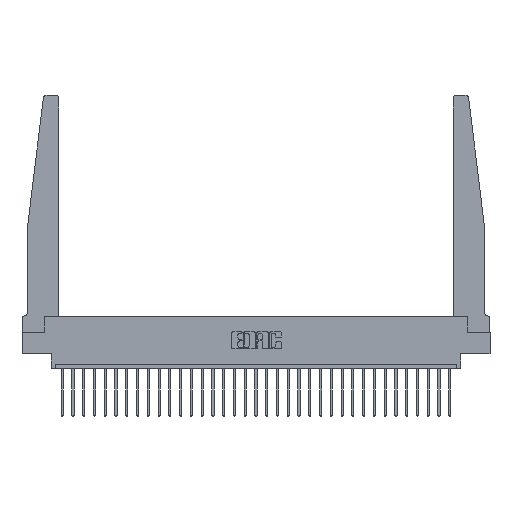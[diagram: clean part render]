
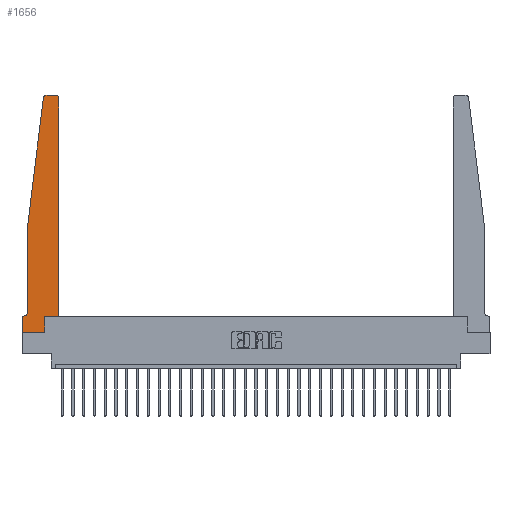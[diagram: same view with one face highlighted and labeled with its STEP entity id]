
A CAD part, top view. The second image highlights one B-rep face of the part: STEP entity #1656.
In plain terms, the highlighted planar face has unit normal (0, 0, 1).
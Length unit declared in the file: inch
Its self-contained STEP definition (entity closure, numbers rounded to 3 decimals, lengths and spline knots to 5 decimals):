
#45 = LINE ( 'NONE', #17920, #17140 ) ;
#61 = ORIENTED_EDGE ( 'NONE', *, *, #23813, .T. ) ;
#171 = CARTESIAN_POINT ( 'NONE',  ( 0.425, 0.18, 0.37 ) ) ;
#1618 = CIRCLE ( 'NONE', #12408, 0.03 ) ;
#1656 = ADVANCED_FACE ( 'NONE', ( #8346 ), #26676, .T. ) ;
#1769 = EDGE_CURVE ( 'NONE', #9206, #27695, #1618, .T. ) ;
#1864 = VERTEX_POINT ( 'NONE', #24204 ) ;
#2392 = VERTEX_POINT ( 'NONE', #20398 ) ;
#2835 = DIRECTION ( 'NONE',  ( 1., 0., 0. ) ) ;
#2907 = ORIENTED_EDGE ( 'NONE', *, *, #21866, .T. ) ;
#3132 = CARTESIAN_POINT ( 'NONE',  ( 0.065, 0.1875, 0.37 ) ) ;
#3368 = CARTESIAN_POINT ( 'NONE',  ( 0.065, 1.25, 0.37 ) ) ;
#4063 = EDGE_CURVE ( 'NONE', #6520, #20153, #23447, .T. ) ;
#4296 = DIRECTION ( 'NONE',  ( 1., 0., 0. ) ) ;
#4485 = DIRECTION ( 'NONE',  ( 0., 0., 1. ) ) ;
#4709 = ORIENTED_EDGE ( 'NONE', *, *, #4063, .T. ) ;
#4819 = VECTOR ( 'NONE', #7671, 39.37008 ) ;
#4840 = VECTOR ( 'NONE', #15715, 39.37008 ) ;
#5290 = CARTESIAN_POINT ( 'NONE',  ( 0.015, 0.1875, 0.37 ) ) ;
#5520 = DIRECTION ( 'NONE',  ( 0., -1., 0. ) ) ;
#5994 = EDGE_CURVE ( 'NONE', #21780, #18539, #18580, .T. ) ;
#6148 = EDGE_CURVE ( 'NONE', #1864, #2392, #45, .T. ) ;
#6340 = EDGE_CURVE ( 'NONE', #18539, #10347, #16709, .T. ) ;
#6520 = VERTEX_POINT ( 'NONE', #5290 ) ;
#6725 = ORIENTED_EDGE ( 'NONE', *, *, #16244, .T. ) ;
#6809 = LINE ( 'NONE', #18209, #4840 ) ;
#7671 = DIRECTION ( 'NONE',  ( -1., 0., 0. ) ) ;
#7712 = CARTESIAN_POINT ( 'NONE',  ( 0.395, 2.72, 0.37 ) ) ;
#8346 = FACE_OUTER_BOUND ( 'NONE', #25054, .T. ) ;
#8437 = LINE ( 'NONE', #17320, #22916 ) ;
#8782 = DIRECTION ( 'NONE',  ( -1., 0., 0. ) ) ;
#9206 = VERTEX_POINT ( 'NONE', #21200 ) ;
#9693 = CARTESIAN_POINT ( 'NONE',  ( 0.065, 1.25, 0.37 ) ) ;
#9972 = AXIS2_PLACEMENT_3D ( 'NONE', #11933, #4485, #13255 ) ;
#9988 = ORIENTED_EDGE ( 'NONE', *, *, #6148, .T. ) ;
#10010 = ORIENTED_EDGE ( 'NONE', *, *, #6340, .T. ) ;
#10221 = VECTOR ( 'NONE', #4296, 39.37008 ) ;
#10347 = VERTEX_POINT ( 'NONE', #9693 ) ;
#10517 = EDGE_CURVE ( 'NONE', #2392, #25697, #19638, .T. ) ;
#11548 = AXIS2_PLACEMENT_3D ( 'NONE', #19766, #24358, #8782 ) ;
#11583 = ORIENTED_EDGE ( 'NONE', *, *, #13685, .T. ) ;
#11851 = CARTESIAN_POINT ( 'NONE',  ( 0.425, 0.18, 0.37 ) ) ;
#11933 = CARTESIAN_POINT ( 'NONE',  ( 0., 0.1875, 0.37 ) ) ;
#12343 = DIRECTION ( 'NONE',  ( -0.122, -0.992, 0. ) ) ;
#12408 = AXIS2_PLACEMENT_3D ( 'NONE', #7712, #25639, #18666 ) ;
#13080 = CARTESIAN_POINT ( 'NONE',  ( 0.2605, 0.18, 0.37 ) ) ;
#13255 = DIRECTION ( 'NONE',  ( 1., 0., 0. ) ) ;
#13619 = VERTEX_POINT ( 'NONE', #11851 ) ;
#13641 = LINE ( 'NONE', #171, #10221 ) ;
#13685 = EDGE_CURVE ( 'NONE', #10347, #14712, #18861, .T. ) ;
#14712 = VERTEX_POINT ( 'NONE', #21676 ) ;
#15401 = VECTOR ( 'NONE', #28580, 39.37008 ) ;
#15705 = CARTESIAN_POINT ( 'NONE',  ( 0.395, 2.75, 0.37 ) ) ;
#15715 = DIRECTION ( 'NONE',  ( 0., -1., 0. ) ) ;
#16130 = ORIENTED_EDGE ( 'NONE', *, *, #1769, .T. ) ;
#16244 = EDGE_CURVE ( 'NONE', #27695, #21780, #27478, .T. ) ;
#16609 = VECTOR ( 'NONE', #19139, 39.37008 ) ;
#16683 = CARTESIAN_POINT ( 'NONE',  ( 0.24675, 2.72367, 0.37 ) ) ;
#16709 = LINE ( 'NONE', #3368, #27105 ) ;
#16723 = EDGE_CURVE ( 'NONE', #20153, #1864, #6809, .T. ) ;
#17140 = VECTOR ( 'NONE', #26932, 39.37008 ) ;
#17236 = CARTESIAN_POINT ( 'NONE',  ( 0.27653, 2.75, 0.37 ) ) ;
#17320 = CARTESIAN_POINT ( 'NONE',  ( 0.425, 0.18, 0.37 ) ) ;
#17920 = CARTESIAN_POINT ( 'NONE',  ( 0., 0., 0.37 ) ) ;
#18209 = CARTESIAN_POINT ( 'NONE',  ( 0., 0., 0.37 ) ) ;
#18539 = VERTEX_POINT ( 'NONE', #16683 ) ;
#18580 = CIRCLE ( 'NONE', #25215, 0.03 ) ;
#18666 = DIRECTION ( 'NONE',  ( 1., 0., 0. ) ) ;
#18827 = CARTESIAN_POINT ( 'NONE',  ( 0.27653, 2.72, 0.37 ) ) ;
#18861 = LINE ( 'NONE', #27848, #21643 ) ;
#19139 = DIRECTION ( 'NONE',  ( -1., 0., 0. ) ) ;
#19467 = CIRCLE ( 'NONE', #11548, 0.05 ) ;
#19638 = LINE ( 'NONE', #28733, #15401 ) ;
#19766 = CARTESIAN_POINT ( 'NONE',  ( 0.015, 0.2375, 0.37 ) ) ;
#20130 = ORIENTED_EDGE ( 'NONE', *, *, #24361, .T. ) ;
#20153 = VERTEX_POINT ( 'NONE', #25696 ) ;
#20398 = CARTESIAN_POINT ( 'NONE',  ( 0.2605, 0., 0.37 ) ) ;
#20786 = ORIENTED_EDGE ( 'NONE', *, *, #10517, .T. ) ;
#21200 = CARTESIAN_POINT ( 'NONE',  ( 0.425, 2.72, 0.37 ) ) ;
#21643 = VECTOR ( 'NONE', #5520, 39.37008 ) ;
#21676 = CARTESIAN_POINT ( 'NONE',  ( 0.065, 0.2375, 0.37 ) ) ;
#21780 = VERTEX_POINT ( 'NONE', #17236 ) ;
#21866 = EDGE_CURVE ( 'NONE', #14712, #6520, #19467, .T. ) ;
#22916 = VECTOR ( 'NONE', #28644, 39.37008 ) ;
#22988 = DIRECTION ( 'NONE',  ( 0., 0., 1. ) ) ;
#23211 = CARTESIAN_POINT ( 'NONE',  ( 0.25, 2.75, 0.37 ) ) ;
#23447 = LINE ( 'NONE', #3132, #16609 ) ;
#23813 = EDGE_CURVE ( 'NONE', #25697, #13619, #13641, .T. ) ;
#24204 = CARTESIAN_POINT ( 'NONE',  ( 0., 0., 0.37 ) ) ;
#24358 = DIRECTION ( 'NONE',  ( 0., 0., -1. ) ) ;
#24361 = EDGE_CURVE ( 'NONE', #13619, #9206, #8437, .T. ) ;
#24368 = ORIENTED_EDGE ( 'NONE', *, *, #16723, .T. ) ;
#25054 = EDGE_LOOP ( 'NONE', ( #6725, #28762, #10010, #11583, #2907, #4709, #24368, #9988, #20786, #61, #20130, #16130 ) ) ;
#25215 = AXIS2_PLACEMENT_3D ( 'NONE', #18827, #22988, #2835 ) ;
#25639 = DIRECTION ( 'NONE',  ( 0., 0., 1. ) ) ;
#25696 = CARTESIAN_POINT ( 'NONE',  ( 0., 0.1875, 0.37 ) ) ;
#25697 = VERTEX_POINT ( 'NONE', #13080 ) ;
#26676 = PLANE ( 'NONE',  #9972 ) ;
#26932 = DIRECTION ( 'NONE',  ( 1., 0., 0. ) ) ;
#27105 = VECTOR ( 'NONE', #12343, 39.37008 ) ;
#27478 = LINE ( 'NONE', #23211, #4819 ) ;
#27695 = VERTEX_POINT ( 'NONE', #15705 ) ;
#27848 = CARTESIAN_POINT ( 'NONE',  ( 0.065, 1.25, 0.37 ) ) ;
#28580 = DIRECTION ( 'NONE',  ( 0., 1., 0. ) ) ;
#28644 = DIRECTION ( 'NONE',  ( 0., 1., 0. ) ) ;
#28733 = CARTESIAN_POINT ( 'NONE',  ( 0.2605, 0.18, 0.37 ) ) ;
#28762 = ORIENTED_EDGE ( 'NONE', *, *, #5994, .T. ) ;
